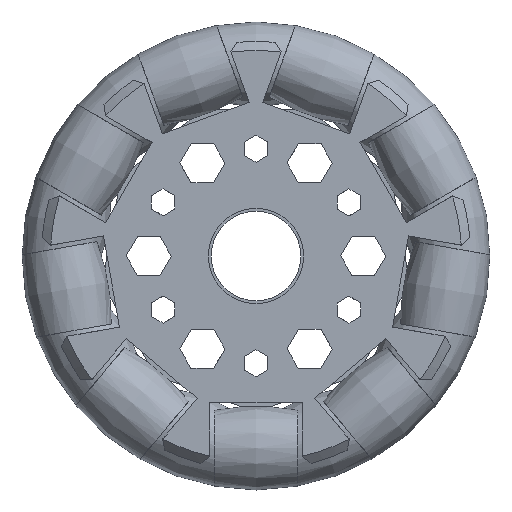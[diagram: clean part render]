
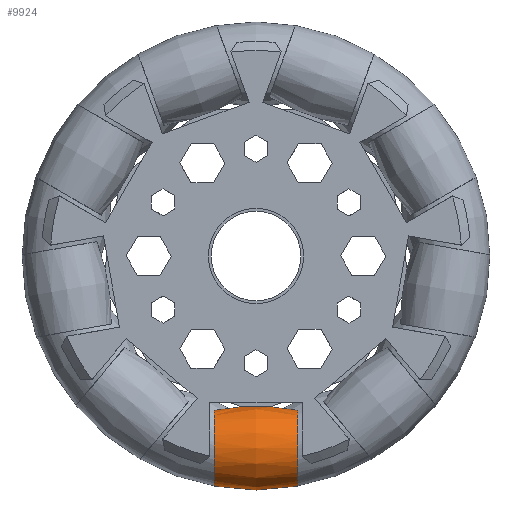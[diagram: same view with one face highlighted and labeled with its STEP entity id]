
A CAD part, front view. The second image highlights one B-rep face of the part: STEP entity #9924.
In plain terms, the highlighted free-form (B-spline) face has degree [2, 2] with [3, 9] control points.
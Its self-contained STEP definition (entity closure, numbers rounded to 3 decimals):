
#35=(
BOUNDED_SURFACE()
B_SPLINE_SURFACE(2,2,((#16358,#16359,#16360,#16361,#16362,#16363,#16364,
#16365,#16366),(#16367,#16368,#16369,#16370,#16371,#16372,#16373,#16374,
#16375),(#16376,#16377,#16378,#16379,#16380,#16381,#16382,#16383,#16384)),
 .UNSPECIFIED.,.F.,.T.,.F.)
B_SPLINE_SURFACE_WITH_KNOTS((3,3),(3,2,2,2,3),(-0.186,0.186),
(-3.142,-1.571,0.,1.571,3.142),
 .UNSPECIFIED.)
GEOMETRIC_REPRESENTATION_ITEM()
RATIONAL_B_SPLINE_SURFACE(((1.,0.707,1.,0.707,1.,
0.707,1.,0.707,1.),(0.983,0.695,
0.983,0.695,0.983,0.695,
0.983,0.695,0.983),(1.,0.707,
1.,0.707,1.,0.707,1.,0.707,1.)))
REPRESENTATION_ITEM('')
SURFACE()
);
#1176=FACE_OUTER_BOUND('',#1775,.T.);
#1775=EDGE_LOOP('',(#8906,#8907,#8908,#8909));
#4161=CIRCLE('',#10719,8.387);
#4163=CIRCLE('',#10721,50.);
#4164=CIRCLE('',#10722,8.387);
#4966=VERTEX_POINT('',#16354);
#4968=VERTEX_POINT('',#16385);
#6306=EDGE_CURVE('',#4966,#4966,#4161,.T.);
#6308=EDGE_CURVE('',#4966,#4968,#4163,.T.);
#6309=EDGE_CURVE('',#4968,#4968,#4164,.T.);
#8906=ORIENTED_EDGE('',*,*,#6306,.F.);
#8907=ORIENTED_EDGE('',*,*,#6308,.T.);
#8908=ORIENTED_EDGE('',*,*,#6309,.T.);
#8909=ORIENTED_EDGE('',*,*,#6308,.F.);
#9924=ADVANCED_FACE('',(#1176),#35,.F.);
#10719=AXIS2_PLACEMENT_3D('',#16355,#12949,#12950);
#10721=AXIS2_PLACEMENT_3D('',#16386,#12953,#12954);
#10722=AXIS2_PLACEMENT_3D('',#16387,#12955,#12956);
#12949=DIRECTION('center_axis',(0.766,0.,
-0.643));
#12950=DIRECTION('ref_axis',(-0.643,0.,-0.766));
#12953=DIRECTION('center_axis',(0.,-1.,0.));
#12954=DIRECTION('ref_axis',(0.643,0.,0.766));
#12955=DIRECTION('center_axis',(0.766,0.,
-0.643));
#12956=DIRECTION('ref_axis',(-0.643,0.,-0.766));
#16354=CARTESIAN_POINT('',(-14.882,0.,-30.313));
#16355=CARTESIAN_POINT('Origin',(-20.273,0.,
-36.738));
#16358=CARTESIAN_POINT('Ctrl Pts',(-29.054,0.,
-18.422));
#16359=CARTESIAN_POINT('Ctrl Pts',(-29.054,-8.387,-18.422));
#16360=CARTESIAN_POINT('Ctrl Pts',(-34.445,-8.387,-24.846));
#16361=CARTESIAN_POINT('Ctrl Pts',(-39.836,-8.387,-31.271));
#16362=CARTESIAN_POINT('Ctrl Pts',(-39.836,0.,
-31.271));
#16363=CARTESIAN_POINT('Ctrl Pts',(-39.836,8.387,-31.271));
#16364=CARTESIAN_POINT('Ctrl Pts',(-34.445,8.387,-24.846));
#16365=CARTESIAN_POINT('Ctrl Pts',(-29.054,8.387,-18.422));
#16366=CARTESIAN_POINT('Ctrl Pts',(-29.054,0.,
-18.422));
#16367=CARTESIAN_POINT('Ctrl Pts',(-20.849,0.,
-23.034));
#16368=CARTESIAN_POINT('Ctrl Pts',(-20.849,-10.128,
-23.034));
#16369=CARTESIAN_POINT('Ctrl Pts',(-27.359,-10.128,
-30.792));
#16370=CARTESIAN_POINT('Ctrl Pts',(-33.869,-10.128,
-38.551));
#16371=CARTESIAN_POINT('Ctrl Pts',(-33.869,0.,
-38.551));
#16372=CARTESIAN_POINT('Ctrl Pts',(-33.869,10.128,-38.551));
#16373=CARTESIAN_POINT('Ctrl Pts',(-27.359,10.128,-30.792));
#16374=CARTESIAN_POINT('Ctrl Pts',(-20.849,10.128,-23.034));
#16375=CARTESIAN_POINT('Ctrl Pts',(-20.849,0.,
-23.034));
#16376=CARTESIAN_POINT('Ctrl Pts',(-14.882,0.,
-30.313));
#16377=CARTESIAN_POINT('Ctrl Pts',(-14.882,-8.387,
-30.313));
#16378=CARTESIAN_POINT('Ctrl Pts',(-20.273,-8.387,
-36.738));
#16379=CARTESIAN_POINT('Ctrl Pts',(-25.664,-8.387,-43.163));
#16380=CARTESIAN_POINT('Ctrl Pts',(-25.664,0.,
-43.163));
#16381=CARTESIAN_POINT('Ctrl Pts',(-25.664,8.387,-43.163));
#16382=CARTESIAN_POINT('Ctrl Pts',(-20.273,8.387,-36.738));
#16383=CARTESIAN_POINT('Ctrl Pts',(-14.882,8.387,-30.313));
#16384=CARTESIAN_POINT('Ctrl Pts',(-14.882,0.,
-30.313));
#16385=CARTESIAN_POINT('',(-29.054,0.,-18.422));
#16386=CARTESIAN_POINT('Origin',(-53.552,0.,
-62.009));
#16387=CARTESIAN_POINT('Origin',(-34.445,0.,
-24.846));
